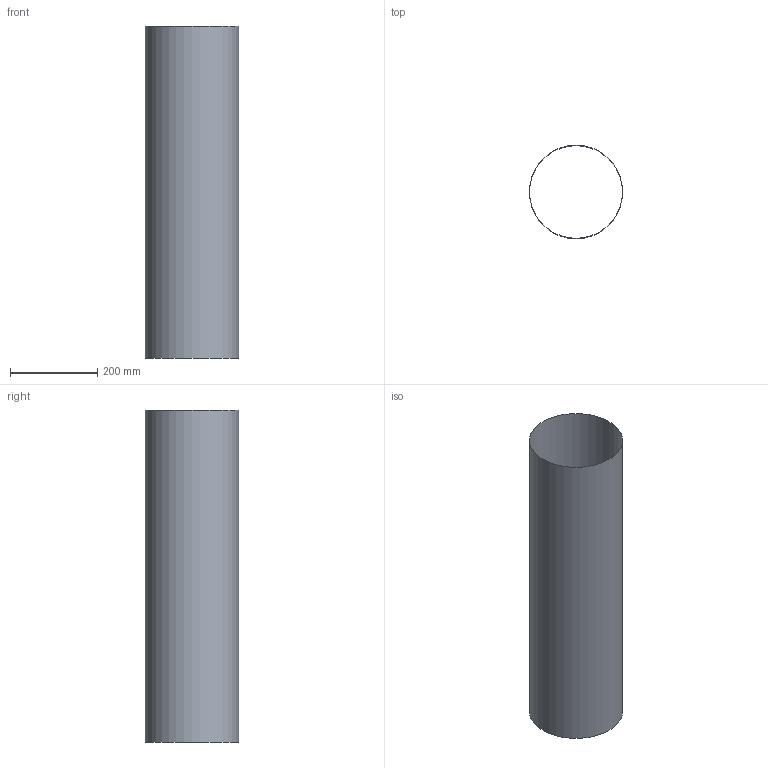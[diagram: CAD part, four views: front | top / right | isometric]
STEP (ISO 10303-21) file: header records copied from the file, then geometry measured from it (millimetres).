
FILE_DESCRIPTION(('WelSim Geometry'),'2;1');
FILE_NAME('Geom86.step', '2023-02-23T22:05:56',('WELSIM'),('WelSimulation LLC'), 'Open CASCADE STEP processor 7.5','WelSim25','Unknown');
FILE_SCHEMA(('AUTOMOTIVE_DESIGN { 1 0 10303 214 1 1 1 1 }'));
Length unit declared in the file: millimetre
Products named in the file (1): metal pole
Bounding box: 213.85 x 213.85 x 762 mm (x, y, z)
Surface area: 511945.6 mm2 (no closed solid volume)
Topology: 0 solids, 1 shells, 1 faces, 3 edges, 2 vertices
Faces by surface type: cylinder 1
Full cylindrical faces by diameter (mm): 213.855 x1
Entity records: 77 total; most frequent: CARTESIAN_POINT 12, DIRECTION 12, AXIS2_PLACEMENT_3D 4, ORIENTED_EDGE 4, PCURVE 4, DEFINITIONAL_REPRESENTATION 4, LINE 4, VECTOR 4
